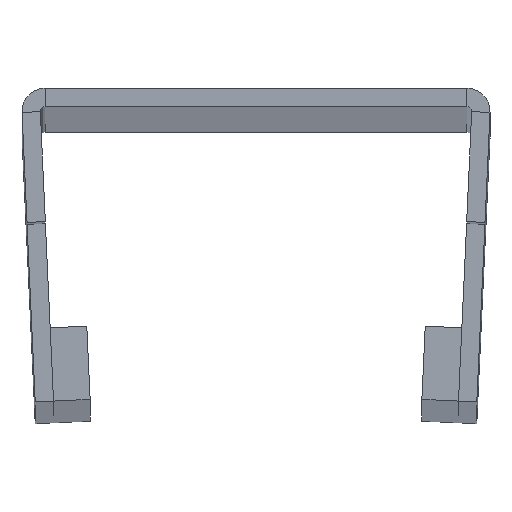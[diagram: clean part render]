
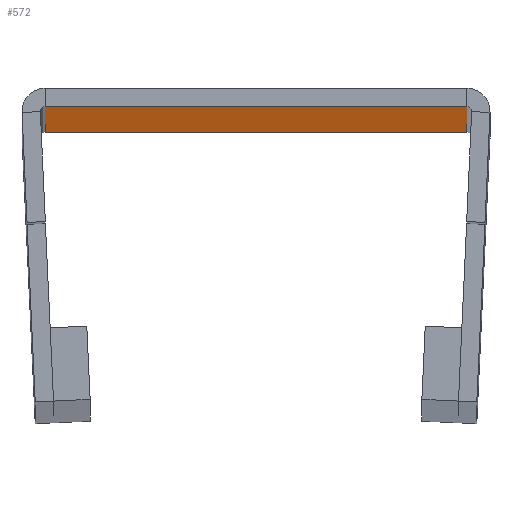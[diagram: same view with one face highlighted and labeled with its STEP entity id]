
A CAD part, top view. The second image highlights one B-rep face of the part: STEP entity #572.
In plain terms, the highlighted planar face has unit normal (0, -1, 0).
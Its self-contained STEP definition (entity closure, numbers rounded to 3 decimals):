
#126=DIRECTION('',(0.,0.,-1.));
#127=VECTOR('',#126,1268.1);
#128=CARTESIAN_POINT('',(-18.27,-1.588,634.05));
#129=LINE('',#128,#127);
#130=DIRECTION('',(0.,0.,-1.));
#131=VECTOR('',#130,1268.1);
#132=CARTESIAN_POINT('',(18.27,-1.588,634.05));
#133=LINE('',#132,#131);
#142=DIRECTION('',(-1.,0.,0.));
#143=VECTOR('',#142,36.541);
#144=CARTESIAN_POINT('',(18.27,-1.588,634.05));
#145=LINE('',#144,#143);
#158=DIRECTION('',(-1.,0.,0.));
#159=VECTOR('',#158,36.541);
#160=CARTESIAN_POINT('',(18.27,-1.588,-634.05));
#161=LINE('',#160,#159);
#290=CARTESIAN_POINT('',(18.27,-1.588,634.05));
#291=CARTESIAN_POINT('',(-18.27,-1.588,634.05));
#292=VERTEX_POINT('',#290);
#293=VERTEX_POINT('',#291);
#294=CARTESIAN_POINT('',(18.27,-1.588,-634.05));
#295=CARTESIAN_POINT('',(-18.27,-1.588,-634.05));
#296=VERTEX_POINT('',#294);
#297=VERTEX_POINT('',#295);
#558=CARTESIAN_POINT('',(18.27,-1.588,634.05));
#559=DIRECTION('',(0.,1.,0.));
#560=DIRECTION('',(-1.,0.,0.));
#561=AXIS2_PLACEMENT_3D('',#558,#559,#560);
#562=PLANE('',#561);
#564=ORIENTED_EDGE('',*,*,#563,.F.);
#566=ORIENTED_EDGE('',*,*,#565,.T.);
#568=ORIENTED_EDGE('',*,*,#567,.T.);
#569=ORIENTED_EDGE('',*,*,#551,.F.);
#570=EDGE_LOOP('',(#564,#566,#568,#569));
#571=FACE_OUTER_BOUND('',#570,.F.);
#572=ADVANCED_FACE('',(#571),#562,.F.);
#551=EDGE_CURVE('',#293,#297,#129,.T.);
#563=EDGE_CURVE('',#292,#293,#145,.T.);
#565=EDGE_CURVE('',#292,#296,#133,.T.);
#567=EDGE_CURVE('',#296,#297,#161,.T.);
